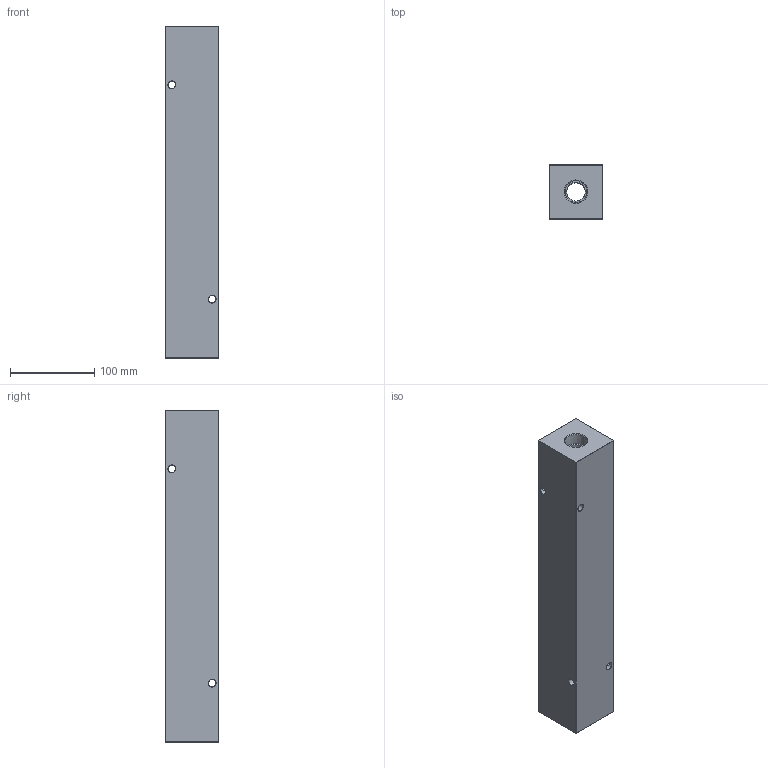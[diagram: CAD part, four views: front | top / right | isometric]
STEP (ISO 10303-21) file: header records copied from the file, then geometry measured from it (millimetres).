
FILE_DESCRIPTION (( 'STEP AP214' ), '1' );
FILE_NAME ('HM-6-0-P-12-12.STEP', '2020-02-28T20:33:29', ( '' ), ( '' ), 'SwSTEP 2.0', 'SolidWorks 2019', '' );
FILE_SCHEMA (( 'AUTOMOTIVE_DESIGN' ));
Length unit declared in the file: inch
Products named in the file (1): HM-6-0-P-12-12
Bounding box: 63.5 x 63.5 x 393.7 mm (x, y, z)
Volume: 1349319.6 mm3; surface area: 146445 mm2
Topology: 1 solids, 1 shells, 511 faces, 1338 edges, 872 vertices
Faces by surface type: plane 265, bspline 180, cone 36, cylinder 30
Entity records: 31357 total; most frequent: CARTESIAN_POINT 13590, ORIENTED_EDGE 2676, DIRECTION 1706, EDGE_CURVE 1338, VERTEX_POINT 872, LINE 834, VECTOR 834, EDGE_LOOP 580
